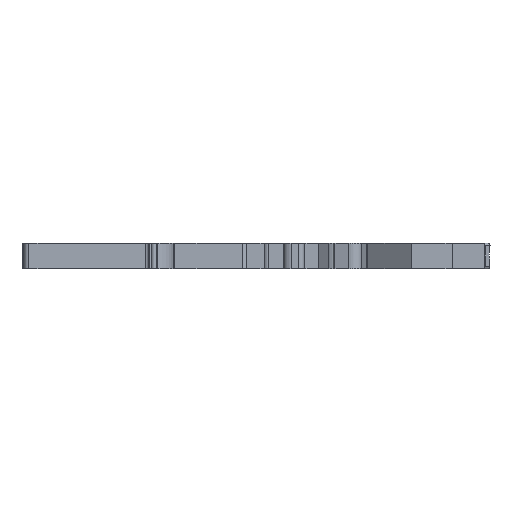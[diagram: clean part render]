
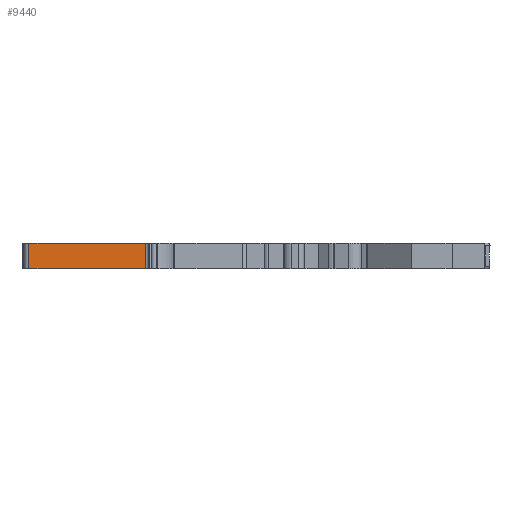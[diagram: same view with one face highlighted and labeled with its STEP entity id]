
A CAD part, front view. The second image highlights one B-rep face of the part: STEP entity #9440.
In plain terms, the highlighted planar face has unit normal (0, -1, 0).
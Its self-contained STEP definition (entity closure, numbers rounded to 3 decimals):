
#3316=DIRECTION('',(-1.,0.,0.));
#3317=VECTOR('',#3316,22.8);
#3318=CARTESIAN_POINT('',(-21.25,-34.,-2.5));
#3319=LINE('',#3318,#3317);
#3320=DIRECTION('',(1.,0.,0.));
#3321=VECTOR('',#3320,22.8);
#3322=CARTESIAN_POINT('',(-44.05,-34.,2.5));
#3323=LINE('',#3322,#3321);
#3324=DIRECTION('',(0.,0.,-1.));
#3325=VECTOR('',#3324,5.);
#3326=CARTESIAN_POINT('',(-21.25,-34.,2.5));
#3327=LINE('',#3326,#3325);
#3328=DIRECTION('',(0.,0.,-1.));
#3329=VECTOR('',#3328,5.);
#3330=CARTESIAN_POINT('',(-44.05,-34.,2.5));
#3331=LINE('',#3330,#3329);
#3535=CARTESIAN_POINT('',(-44.05,-34.,-2.5));
#3536=VERTEX_POINT('',#3535);
#3537=CARTESIAN_POINT('',(-21.25,-34.,-2.5));
#3538=VERTEX_POINT('',#3537);
#4085=CARTESIAN_POINT('',(-21.25,-34.,2.5));
#4086=VERTEX_POINT('',#4085);
#4087=CARTESIAN_POINT('',(-44.05,-34.,2.5));
#4088=VERTEX_POINT('',#4087);
#9428=CARTESIAN_POINT('',(-32.65,-34.,0.));
#9429=DIRECTION('',(0.,1.,0.));
#9430=DIRECTION('',(1.,0.,0.));
#9431=AXIS2_PLACEMENT_3D('',#9428,#9429,#9430);
#9432=PLANE('',#9431);
#9433=ORIENTED_EDGE('',*,*,#4578,.T.);
#9435=ORIENTED_EDGE('',*,*,#9434,.F.);
#9436=ORIENTED_EDGE('',*,*,#5677,.T.);
#9437=ORIENTED_EDGE('',*,*,#9421,.T.);
#9438=EDGE_LOOP('',(#9433,#9435,#9436,#9437));
#9439=FACE_OUTER_BOUND('',#9438,.F.);
#4578=EDGE_CURVE('',#3538,#3536,#3319,.T.);
#5677=EDGE_CURVE('',#4088,#4086,#3323,.T.);
#9421=EDGE_CURVE('',#4086,#3538,#3327,.T.);
#9434=EDGE_CURVE('',#4088,#3536,#3331,.T.);
#9440=ADVANCED_FACE('',(#9439),#9432,.F.);
